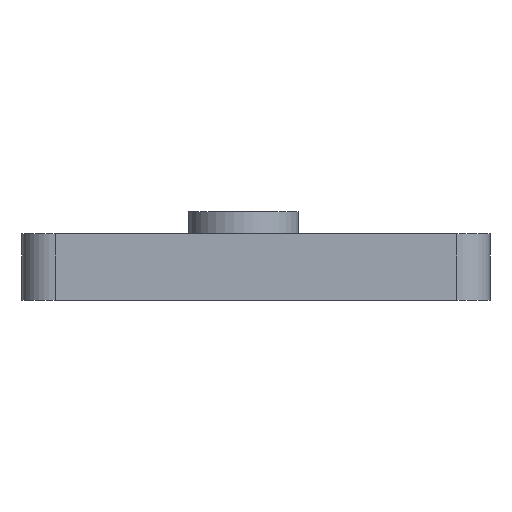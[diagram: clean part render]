
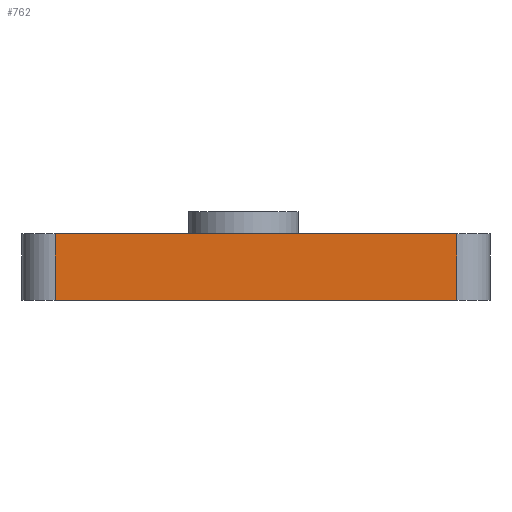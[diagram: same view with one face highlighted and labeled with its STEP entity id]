
A CAD part, front view. The second image highlights one B-rep face of the part: STEP entity #762.
In plain terms, the highlighted planar face has unit normal (0, -1, 0).
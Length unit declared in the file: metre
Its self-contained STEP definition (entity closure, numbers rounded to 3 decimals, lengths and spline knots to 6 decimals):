
#243=ORIENTED_EDGE('',*,*,#365,.T.);
#244=ORIENTED_EDGE('',*,*,#379,.T.);
#245=ORIENTED_EDGE('',*,*,#345,.F.);
#246=ORIENTED_EDGE('',*,*,#380,.T.);
#345=EDGE_CURVE('',#433,#434,#493,.T.);
#365=EDGE_CURVE('',#451,#450,#499,.T.);
#379=EDGE_CURVE('',#450,#434,#507,.F.);
#380=EDGE_CURVE('',#433,#451,#508,.T.);
#433=VERTEX_POINT('',#1259);
#434=VERTEX_POINT('',#1260);
#450=VERTEX_POINT('',#1296);
#451=VERTEX_POINT('',#1298);
#493=LINE('',#1258,#547);
#499=LINE('',#1297,#553);
#507=LINE('',#1324,#561);
#508=LINE('',#1325,#562);
#547=VECTOR('',#1025,1.);
#553=VECTOR('',#1061,1.);
#561=VECTOR('',#1095,1.);
#562=VECTOR('',#1096,1.);
#623=EDGE_LOOP('',(#243,#244,#245,#246));
#697=FACE_BOUND('',#623,.T.);
#730=PLANE('',#875);
#762=ADVANCED_FACE('',(#697),#730,.F.);
#875=AXIS2_PLACEMENT_3D('',#1323,#1093,#1094);
#1025=DIRECTION('',(1.,0.,0.));
#1061=DIRECTION('',(1.,0.,0.));
#1093=DIRECTION('',(0.,1.,0.));
#1094=DIRECTION('',(0.,0.,1.));
#1095=DIRECTION('',(0.,0.,-1.));
#1096=DIRECTION('',(0.,0.,-1.));
#1258=CARTESIAN_POINT('',(0.001124,-0.383339,0.016));
#1259=CARTESIAN_POINT('',(-0.017036,-0.383339,0.016));
#1260=CARTESIAN_POINT('',(0.019284,-0.383339,0.016));
#1296=CARTESIAN_POINT('',(0.019284,-0.383339,0.01));
#1297=CARTESIAN_POINT('',(0.001124,-0.383339,0.01));
#1298=CARTESIAN_POINT('',(-0.017036,-0.383339,0.01));
#1323=CARTESIAN_POINT('',(0.001124,-0.383339,0.016002));
#1324=CARTESIAN_POINT('',(0.019284,-0.383339,0.016002));
#1325=CARTESIAN_POINT('',(-0.017036,-0.383339,0.01));
